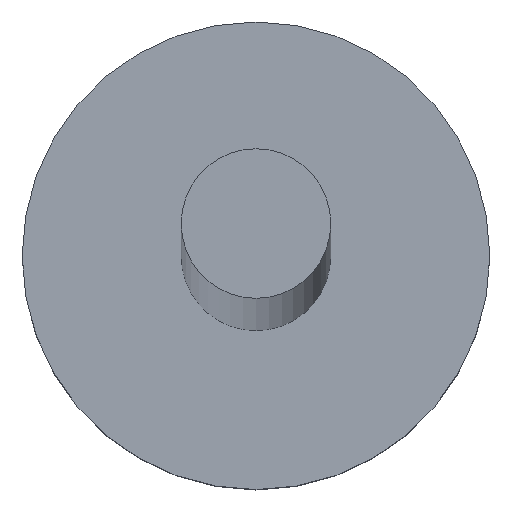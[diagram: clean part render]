
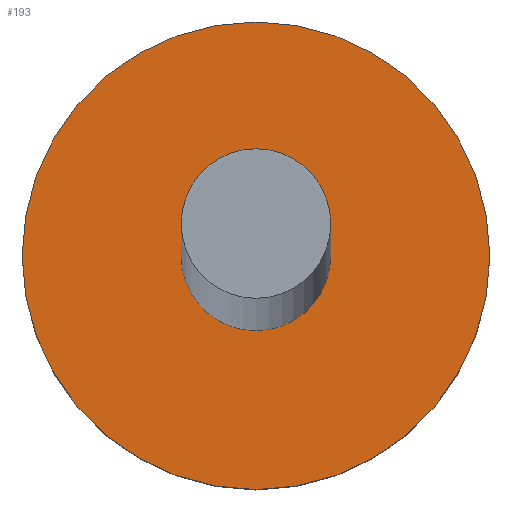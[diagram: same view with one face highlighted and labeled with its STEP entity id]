
A CAD part, top view. The second image highlights one B-rep face of the part: STEP entity #193.
In plain terms, the highlighted planar face has unit normal (0, 0, 1).
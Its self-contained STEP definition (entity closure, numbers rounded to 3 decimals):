
#2 = AXIS2_PLACEMENT_3D ( 'NONE', #150, #149, #17 ) ;
#10 = AXIS2_PLACEMENT_3D ( 'NONE', #22, #23, #171 ) ;
#14 = CARTESIAN_POINT ( 'NONE',  ( 0., 0., 1.2 ) ) ;
#17 = DIRECTION ( 'NONE',  ( 1., 0., 0. ) ) ;
#20 = EDGE_LOOP ( 'NONE', ( #190, #208 ) ) ;
#21 = EDGE_CURVE ( 'NONE', #215, #40, #121, .T. ) ;
#22 = CARTESIAN_POINT ( 'NONE',  ( 0., 0., 1.2 ) ) ;
#23 = DIRECTION ( 'NONE',  ( 0., 0., 1. ) ) ;
#35 = FACE_OUTER_BOUND ( 'NONE', #173, .T. ) ;
#36 = DIRECTION ( 'NONE',  ( 0., 0., 1. ) ) ;
#40 = VERTEX_POINT ( 'NONE', #88 ) ;
#43 = CARTESIAN_POINT ( 'NONE',  ( 0., 0., 1.2 ) ) ;
#48 = DIRECTION ( 'NONE',  ( 1., 0., 0. ) ) ;
#62 = AXIS2_PLACEMENT_3D ( 'NONE', #14, #250, #135 ) ;
#77 = AXIS2_PLACEMENT_3D ( 'NONE', #43, #161, #48 ) ;
#78 = DIRECTION ( 'NONE',  ( 1., 0., 0. ) ) ;
#88 = CARTESIAN_POINT ( 'NONE',  ( -0.4, 0., 1.2 ) ) ;
#103 = CIRCLE ( 'NONE', #62, 0.4 ) ;
#104 = ORIENTED_EDGE ( 'NONE', *, *, #113, .T. ) ;
#106 = VERTEX_POINT ( 'NONE', #112 ) ;
#112 = CARTESIAN_POINT ( 'NONE',  ( 1.25, 0., 1.2 ) ) ;
#113 = EDGE_CURVE ( 'NONE', #122, #106, #223, .T. ) ;
#121 = CIRCLE ( 'NONE', #10, 0.4 ) ;
#122 = VERTEX_POINT ( 'NONE', #196 ) ;
#135 = DIRECTION ( 'NONE',  ( 1., 0., 0. ) ) ;
#149 = DIRECTION ( 'NONE',  ( 0., 0., 1. ) ) ;
#150 = CARTESIAN_POINT ( 'NONE',  ( 0., 0., 1.2 ) ) ;
#155 = ORIENTED_EDGE ( 'NONE', *, *, #216, .T. ) ;
#161 = DIRECTION ( 'NONE',  ( 0., 0., 1. ) ) ;
#166 = CARTESIAN_POINT ( 'NONE',  ( 0., 0., 1.2 ) ) ;
#170 = EDGE_CURVE ( 'NONE', #40, #215, #103, .T. ) ;
#171 = DIRECTION ( 'NONE',  ( 1., 0., 0. ) ) ;
#173 = EDGE_LOOP ( 'NONE', ( #104, #155 ) ) ;
#181 = PLANE ( 'NONE',  #232 ) ;
#190 = ORIENTED_EDGE ( 'NONE', *, *, #170, .F. ) ;
#193 = ADVANCED_FACE ( 'NONE', ( #207, #35 ), #181, .T. ) ;
#195 = CIRCLE ( 'NONE', #2, 1.25 ) ;
#196 = CARTESIAN_POINT ( 'NONE',  ( -1.25, 0., 1.2 ) ) ;
#207 = FACE_BOUND ( 'NONE', #20, .T. ) ;
#208 = ORIENTED_EDGE ( 'NONE', *, *, #21, .F. ) ;
#215 = VERTEX_POINT ( 'NONE', #245 ) ;
#216 = EDGE_CURVE ( 'NONE', #106, #122, #195, .T. ) ;
#223 = CIRCLE ( 'NONE', #77, 1.25 ) ;
#232 = AXIS2_PLACEMENT_3D ( 'NONE', #166, #36, #78 ) ;
#245 = CARTESIAN_POINT ( 'NONE',  ( 0.4, 0., 1.2 ) ) ;
#250 = DIRECTION ( 'NONE',  ( 0., 0., 1. ) ) ;
